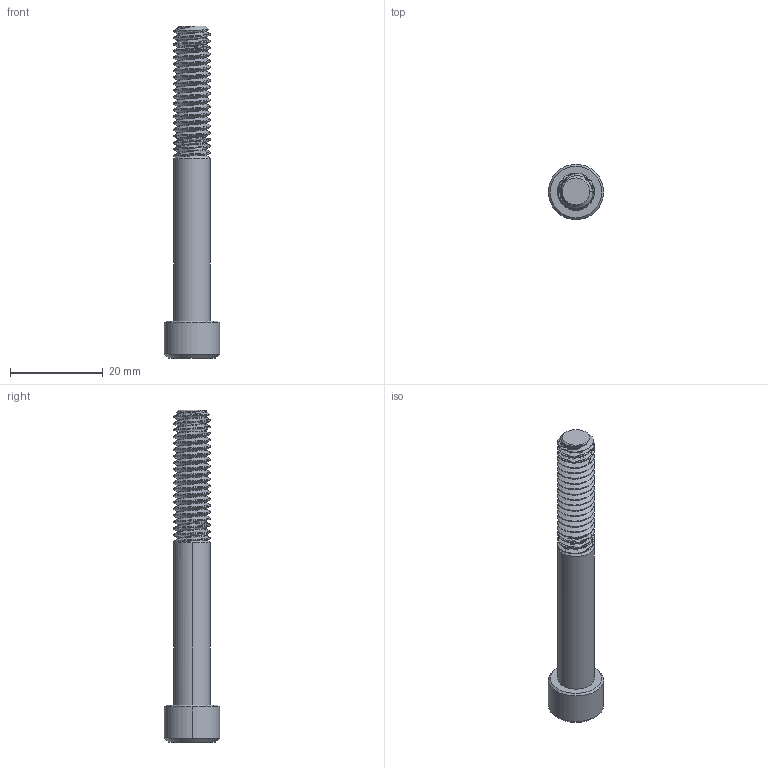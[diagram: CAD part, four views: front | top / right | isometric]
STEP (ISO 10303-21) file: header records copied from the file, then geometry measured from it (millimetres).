
FILE_DESCRIPTION (( 'STEP AP203' ), '1' );
FILE_NAME ('91251A593.STEP', '2017-09-08T16:21:02', ( '' ), ( '' ), 'SwSTEP 2.0', 'SolidWorks 2016', '' );
FILE_SCHEMA (( 'CONFIG_CONTROL_DESIGN' ));
Length unit declared in the file: inch
Products named in the file (1): 91251A593
Bounding box: 11.91 x 11.91 x 71.44 mm (x, y, z)
Volume: 3544.1 mm3; surface area: 2537 mm2
Topology: 1 solids, 1 shells, 111 faces, 301 edges, 194 vertices
Faces by surface type: cylinder 83, cone 16, plane 10, bspline 2
Entity records: 5586 total; most frequent: CARTESIAN_POINT 3210, ORIENTED_EDGE 602, DIRECTION 371, EDGE_CURVE 301, VERTEX_POINT 194, AXIS2_PLACEMENT_3D 134, EDGE_LOOP 113, ADVANCED_FACE 111
